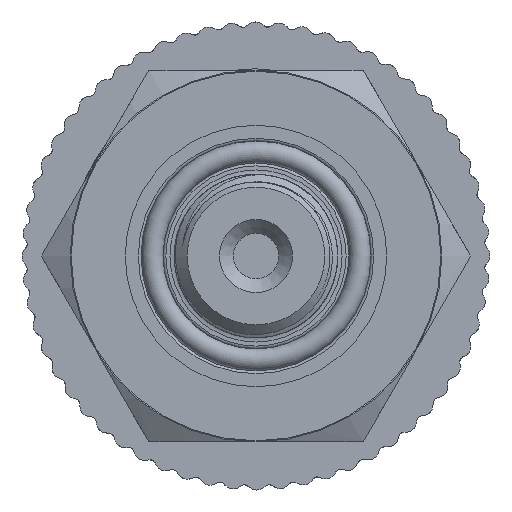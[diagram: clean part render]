
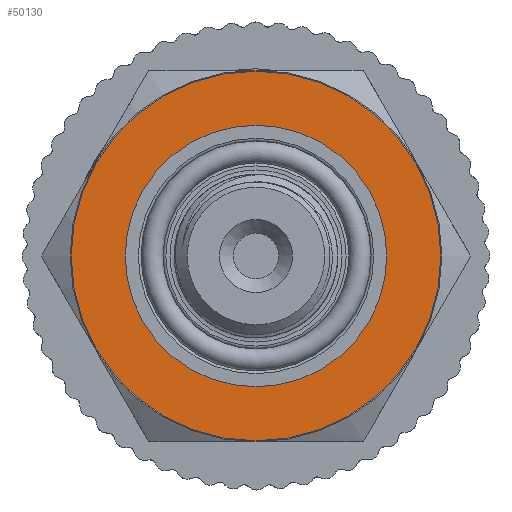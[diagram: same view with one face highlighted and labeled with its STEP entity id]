
A CAD part, left-side view. The second image highlights one B-rep face of the part: STEP entity #50130.
In plain terms, the highlighted planar face has unit normal (-1, 0, 0).
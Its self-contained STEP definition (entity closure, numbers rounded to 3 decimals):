
#148=PLANE('',#52784);
#2981=FACE_BOUND('',#6119,.T.);
#3385=FACE_OUTER_BOUND('',#6118,.T.);
#6118=EDGE_LOOP('',(#35022));
#6119=EDGE_LOOP('',(#35023));
#8622=CIRCLE('',#52785,13.425);
#8623=CIRCLE('',#52786,9.5);
#20587=VERTEX_POINT('',#87806);
#20588=VERTEX_POINT('',#87808);
#26183=EDGE_CURVE('',#20587,#20587,#8622,.T.);
#26184=EDGE_CURVE('',#20588,#20588,#8623,.T.);
#35022=ORIENTED_EDGE('',*,*,#26183,.F.);
#35023=ORIENTED_EDGE('',*,*,#26184,.T.);
#50130=ADVANCED_FACE('',(#3385,#2981),#148,.F.);
#52784=AXIS2_PLACEMENT_3D('',#87805,#57548,#57549);
#52785=AXIS2_PLACEMENT_3D('',#87807,#57550,#57551);
#52786=AXIS2_PLACEMENT_3D('',#87809,#57552,#57553);
#57548=DIRECTION('center_axis',(1.,0.,0.));
#57549=DIRECTION('ref_axis',(0.,0.,-1.));
#57550=DIRECTION('center_axis',(1.,0.,0.));
#57551=DIRECTION('ref_axis',(0.,1.,0.));
#57552=DIRECTION('center_axis',(1.,0.,0.));
#57553=DIRECTION('ref_axis',(0.,0.,-1.));
#87805=CARTESIAN_POINT('Origin',(-48.,9.5,0.));
#87806=CARTESIAN_POINT('',(-48.,-13.425,0.));
#87807=CARTESIAN_POINT('Origin',(-48.,0.,0.));
#87808=CARTESIAN_POINT('',(-48.,-9.5,0.));
#87809=CARTESIAN_POINT('Origin',(-48.,0.,0.));
